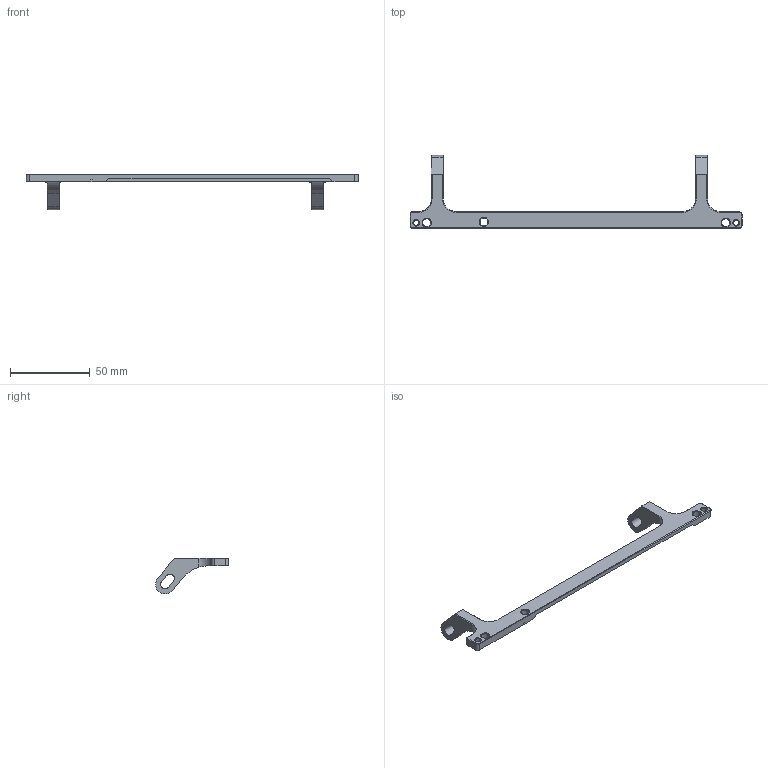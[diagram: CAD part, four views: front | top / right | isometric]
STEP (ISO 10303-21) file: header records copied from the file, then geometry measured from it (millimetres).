
FILE_DESCRIPTION (( 'STEP AP214' ), '1' );
FILE_NAME ('hinge_nojig^psu_octopus_spider_and_pi_mount.STEP', '2021-09-07T17:42:51', ( '' ), ( '' ), 'SwSTEP 2.0', 'SolidWorks 2021', '' );
FILE_SCHEMA (( 'AUTOMOTIVE_DESIGN' ));
Length unit declared in the file: millimetre
Products named in the file (1): hinge_nojig^psu_octopus_spider_and_pi_mount
Bounding box: 208.75 x 45.97 x 22.62 mm (x, y, z)
Volume: 13355.6 mm3; surface area: 9708.7 mm2
Topology: 1 solids, 1 shells, 90 faces, 237 edges, 149 vertices
Faces by surface type: plane 42, cylinder 28, cone 20
Entity records: 2868 total; most frequent: CARTESIAN_POINT 553, DIRECTION 484, ORIENTED_EDGE 474, EDGE_CURVE 237, AXIS2_PLACEMENT_3D 168, VERTEX_POINT 149, VECTOR 148, LINE 148
